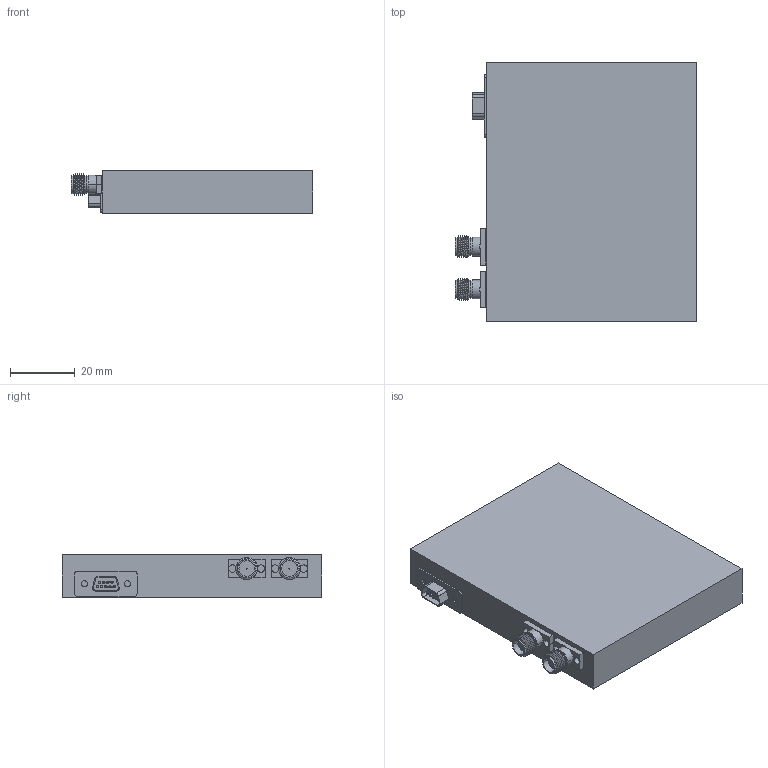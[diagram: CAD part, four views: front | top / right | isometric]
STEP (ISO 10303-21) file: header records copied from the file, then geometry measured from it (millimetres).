
FILE_DESCRIPTION (( 'STEP AP203' ), '1' );
FILE_NAME ('SOT-02215313100-SF-B1.STEP', '2019-12-13T21:00:09', ( '' ), ( '' ), 'SwSTEP 2.0', 'SolidWorks 2016', '' );
FILE_SCHEMA (( 'CONFIG_CONTROL_DESIGN' ));
Length unit declared in the file: inch
Products named in the file (1): SOT-02215313100-SF-B1
Bounding box: 74.53 x 80 x 13 mm (x, y, z)
Volume: 68174.6 mm3; surface area: 15840.6 mm2
Topology: 4 solids, 4 shells, 186 faces, 438 edges, 284 vertices
Faces by surface type: cylinder 98, plane 68, cone 16, bspline 4
Entity records: 6605 total; most frequent: CARTESIAN_POINT 2111, DIRECTION 980, ORIENTED_EDGE 860, EDGE_CURVE 430, AXIS2_PLACEMENT_3D 389, VERTEX_POINT 284, EDGE_LOOP 234, CIRCLE 206
